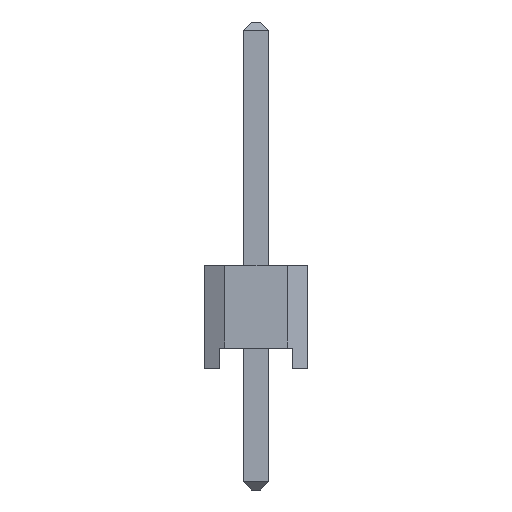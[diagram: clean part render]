
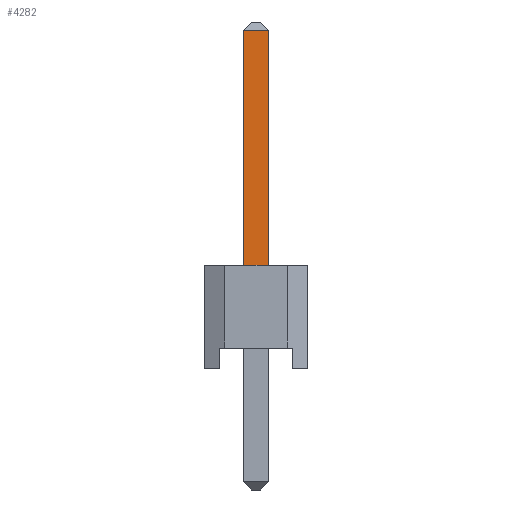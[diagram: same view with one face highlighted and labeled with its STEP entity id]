
A CAD part, left-side view. The second image highlights one B-rep face of the part: STEP entity #4282.
In plain terms, the highlighted planar face has unit normal (-1, 0, 0).
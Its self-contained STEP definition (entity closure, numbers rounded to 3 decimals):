
#644=ORIENTED_EDGE('',*,*,#1101,.F.);
#645=ORIENTED_EDGE('',*,*,#1202,.T.);
#646=ORIENTED_EDGE('',*,*,#1201,.T.);
#647=ORIENTED_EDGE('',*,*,#1203,.F.);
#1101=EDGE_CURVE('',#1465,#1462,#1795,.T.);
#1201=EDGE_CURVE('',#1519,#1520,#1895,.T.);
#1202=EDGE_CURVE('',#1465,#1519,#1896,.T.);
#1203=EDGE_CURVE('',#1462,#1520,#1897,.T.);
#1462=VERTEX_POINT('',#5742);
#1465=VERTEX_POINT('',#5747);
#1519=VERTEX_POINT('',#5943);
#1520=VERTEX_POINT('',#5947);
#1795=LINE('',#5748,#2221);
#1895=LINE('',#5954,#2321);
#1896=LINE('',#5956,#2322);
#1897=LINE('',#5957,#2323);
#2221=VECTOR('',#4875,1000.);
#2321=VECTOR('',#5075,1000.);
#2322=VECTOR('',#5078,1000.);
#2323=VECTOR('',#5079,1000.);
#2548=EDGE_LOOP('',(#644,#645,#646,#647));
#2732=FACE_BOUND('',#2548,.T.);
#2904=PLANE('',#4461);
#4282=ADVANCED_FACE('',(#2732),#2904,.F.);
#4461=AXIS2_PLACEMENT_3D('',#5955,#5076,#5077);
#4875=DIRECTION('',(0.,0.,-1.));
#5075=DIRECTION('',(0.,0.,-1.));
#5076=DIRECTION('',(1.,0.,0.));
#5077=DIRECTION('',(0.,1.,0.));
#5078=DIRECTION('',(0.,1.,0.));
#5079=DIRECTION('',(0.,1.,0.));
#5742=CARTESIAN_POINT('',(-6.67,1.27,-0.32));
#5747=CARTESIAN_POINT('',(-6.67,1.27,0.32));
#5748=CARTESIAN_POINT('',(-6.67,1.27,0.32));
#5943=CARTESIAN_POINT('',(-6.67,7.07,0.32));
#5947=CARTESIAN_POINT('',(-6.67,7.07,-0.32));
#5954=CARTESIAN_POINT('',(-6.67,7.07,-0.32));
#5955=CARTESIAN_POINT('',(-6.67,-4.27,-0.32));
#5956=CARTESIAN_POINT('',(-6.67,-4.27,0.32));
#5957=CARTESIAN_POINT('',(-6.67,-4.27,-0.32));
